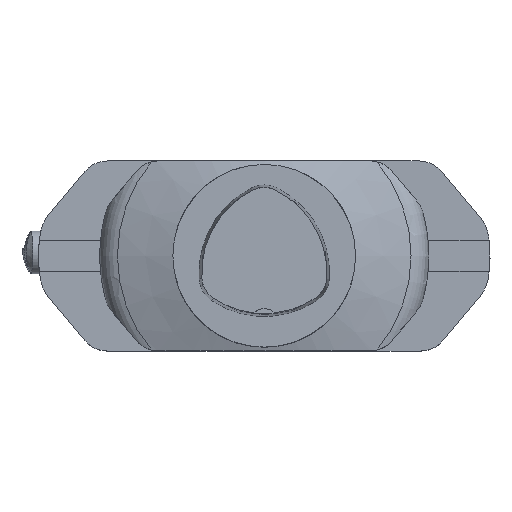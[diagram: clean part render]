
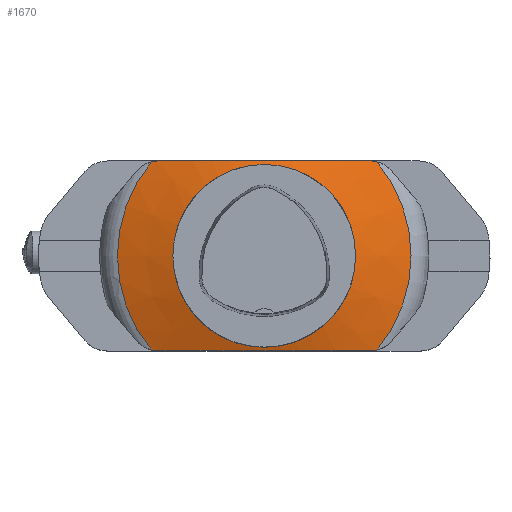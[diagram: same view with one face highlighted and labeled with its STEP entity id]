
A CAD part, top view. The second image highlights one B-rep face of the part: STEP entity #1670.
In plain terms, the highlighted conical face has half-angle 72 degrees and reference radius 50 mm.
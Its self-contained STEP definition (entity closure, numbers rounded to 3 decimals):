
#694=CONICAL_SURFACE('',#9793,50.,72.);
#723=B_SPLINE_CURVE_WITH_KNOTS('',3,(#13569,#13570,#13571,#13572),.UNSPECIFIED.,
 .F.,.F.,(4,4),(0.,1.),.UNSPECIFIED.);
#726=B_SPLINE_CURVE_WITH_KNOTS('',3,(#13586,#13587,#13588,#13589),.UNSPECIFIED.,
 .F.,.F.,(4,4),(0.,1.),.UNSPECIFIED.);
#727=B_SPLINE_CURVE_WITH_KNOTS('',3,(#13593,#13594,#13595,#13596,#13597,
#13598,#13599,#13600,#13601,#13602),.UNSPECIFIED.,.F.,.F.,(4,2,2,2,4),(0.,
0.25,0.375,0.5,1.),.UNSPECIFIED.);
#728=B_SPLINE_CURVE_WITH_KNOTS('',3,(#13606,#13607,#13608,#13609),.UNSPECIFIED.,
 .F.,.F.,(4,4),(0.,1.),.UNSPECIFIED.);
#731=B_SPLINE_CURVE_WITH_KNOTS('',3,(#13623,#13624,#13625,#13626),.UNSPECIFIED.,
 .F.,.F.,(4,4),(0.,1.),.UNSPECIFIED.);
#732=B_SPLINE_CURVE_WITH_KNOTS('',3,(#13630,#13631,#13632,#13633,#13634,
#13635,#13636,#13637,#13638,#13639),.UNSPECIFIED.,.F.,.F.,(4,2,2,2,4),(0.,
0.5,0.625,0.75,1.),.UNSPECIFIED.);
#1670=ADVANCED_FACE('',(#2504,#2505),#694,.T.);
#2139=CIRCLE('',#9618,50.);
#2200=CIRCLE('',#9784,80.326);
#2201=CIRCLE('',#9789,80.326);
#2504=FACE_BOUND('',#2736,.T.);
#2505=FACE_BOUND('',#2737,.T.);
#2736=EDGE_LOOP('',(#3699));
#2737=EDGE_LOOP('',(#3700,#3701,#3702,#3703,#3704,#3705,#3706,#3707));
#3699=ORIENTED_EDGE('',*,*,#6614,.T.);
#3700=ORIENTED_EDGE('',*,*,#6846,.F.);
#3701=ORIENTED_EDGE('',*,*,#6844,.T.);
#3702=ORIENTED_EDGE('',*,*,#6842,.T.);
#3703=ORIENTED_EDGE('',*,*,#6840,.T.);
#3704=ORIENTED_EDGE('',*,*,#6838,.F.);
#3705=ORIENTED_EDGE('',*,*,#6836,.T.);
#3706=ORIENTED_EDGE('',*,*,#6834,.T.);
#3707=ORIENTED_EDGE('',*,*,#6832,.T.);
#5757=VERTEX_POINT('',#13056);
#5906=VERTEX_POINT('',#13568);
#5907=VERTEX_POINT('',#13573);
#5908=VERTEX_POINT('',#13580);
#5909=VERTEX_POINT('',#13590);
#5910=VERTEX_POINT('',#13603);
#5911=VERTEX_POINT('',#13610);
#5912=VERTEX_POINT('',#13617);
#5913=VERTEX_POINT('',#13627);
#6614=EDGE_CURVE('',#5757,#5757,#2139,.T.);
#6832=EDGE_CURVE('',#5907,#5906,#723,.T.);
#6834=EDGE_CURVE('',#5908,#5907,#2200,.T.);
#6836=EDGE_CURVE('',#5909,#5908,#726,.T.);
#6838=EDGE_CURVE('',#5909,#5910,#727,.T.);
#6840=EDGE_CURVE('',#5911,#5910,#728,.T.);
#6842=EDGE_CURVE('',#5912,#5911,#2201,.T.);
#6844=EDGE_CURVE('',#5913,#5912,#731,.T.);
#6846=EDGE_CURVE('',#5913,#5906,#732,.T.);
#9618=AXIS2_PLACEMENT_3D('',#13055,#10482,#10483);
#9784=AXIS2_PLACEMENT_3D('',#13579,#10957,#10958);
#9789=AXIS2_PLACEMENT_3D('',#13616,#10969,#10970);
#9793=AXIS2_PLACEMENT_3D('',#13641,#10978,#10979);
#10482=DIRECTION('',(0.,0.,-1.));
#10483=DIRECTION('',(-1.,0.,0.));
#10957=DIRECTION('',(0.,0.,1.));
#10958=DIRECTION('',(-1.,0.,0.));
#10969=DIRECTION('',(0.,0.,1.));
#10970=DIRECTION('',(-1.,0.,0.));
#10978=DIRECTION('',(0.,0.,-1.));
#10979=DIRECTION('',(-1.,0.,0.));
#13055=CARTESIAN_POINT('',(0.,0.,-38.));
#13056=CARTESIAN_POINT('',(-50.,0.,-38.));
#13568=CARTESIAN_POINT('',(-57.689,-52.,-46.989));
#13569=CARTESIAN_POINT('',(-61.641,-51.504,-47.854));
#13570=CARTESIAN_POINT('',(-60.338,-51.837,-47.598));
#13571=CARTESIAN_POINT('',(-59.02,-52.,-47.31));
#13572=CARTESIAN_POINT('',(-57.689,-52.,-46.989));
#13573=CARTESIAN_POINT('',(-61.641,-51.504,-47.854));
#13579=CARTESIAN_POINT('',(0.,0.,-47.854));
#13580=CARTESIAN_POINT('',(-61.641,51.504,-47.854));
#13586=CARTESIAN_POINT('',(-57.689,52.,-46.989));
#13587=CARTESIAN_POINT('',(-59.02,52.,-47.31));
#13588=CARTESIAN_POINT('',(-60.338,51.837,-47.598));
#13589=CARTESIAN_POINT('',(-61.641,51.504,-47.854));
#13590=CARTESIAN_POINT('',(-57.689,52.,-46.989));
#13593=CARTESIAN_POINT('',(-57.689,52.,-46.989));
#13594=CARTESIAN_POINT('',(-48.189,52.,-44.697));
#13595=CARTESIAN_POINT('',(-38.628,52.,-42.62));
#13596=CARTESIAN_POINT('',(-24.049,52.,-40.318));
#13597=CARTESIAN_POINT('',(-19.124,52.,-39.691));
#13598=CARTESIAN_POINT('',(-9.327,52.,-38.851));
#13599=CARTESIAN_POINT('',(-4.452,52.,-38.638));
#13600=CARTESIAN_POINT('',(19.799,52.,-38.699));
#13601=CARTESIAN_POINT('',(38.79,52.,-42.428));
#13602=CARTESIAN_POINT('',(57.689,52.,-46.989));
#13603=CARTESIAN_POINT('',(57.689,52.,-46.989));
#13606=CARTESIAN_POINT('',(61.641,51.504,-47.854));
#13607=CARTESIAN_POINT('',(60.338,51.837,-47.598));
#13608=CARTESIAN_POINT('',(59.02,52.,-47.31));
#13609=CARTESIAN_POINT('',(57.689,52.,-46.989));
#13610=CARTESIAN_POINT('',(61.641,51.504,-47.854));
#13616=CARTESIAN_POINT('',(0.,0.,-47.854));
#13617=CARTESIAN_POINT('',(61.641,-51.504,-47.854));
#13623=CARTESIAN_POINT('',(57.689,-52.,-46.989));
#13624=CARTESIAN_POINT('',(59.02,-52.,-47.31));
#13625=CARTESIAN_POINT('',(60.338,-51.837,-47.598));
#13626=CARTESIAN_POINT('',(61.641,-51.504,-47.854));
#13627=CARTESIAN_POINT('',(57.689,-52.,-46.989));
#13630=CARTESIAN_POINT('',(57.689,-52.,-46.989));
#13631=CARTESIAN_POINT('',(38.79,-52.,-42.428));
#13632=CARTESIAN_POINT('',(19.799,-52.,-38.699));
#13633=CARTESIAN_POINT('',(-4.452,-52.,-38.638));
#13634=CARTESIAN_POINT('',(-9.327,-52.,-38.851));
#13635=CARTESIAN_POINT('',(-19.124,-52.,-39.691));
#13636=CARTESIAN_POINT('',(-24.049,-52.,-40.318));
#13637=CARTESIAN_POINT('',(-38.628,-52.,-42.62));
#13638=CARTESIAN_POINT('',(-48.189,-52.,-44.697));
#13639=CARTESIAN_POINT('',(-57.689,-52.,-46.989));
#13641=CARTESIAN_POINT('',(0.,0.,-38.));
